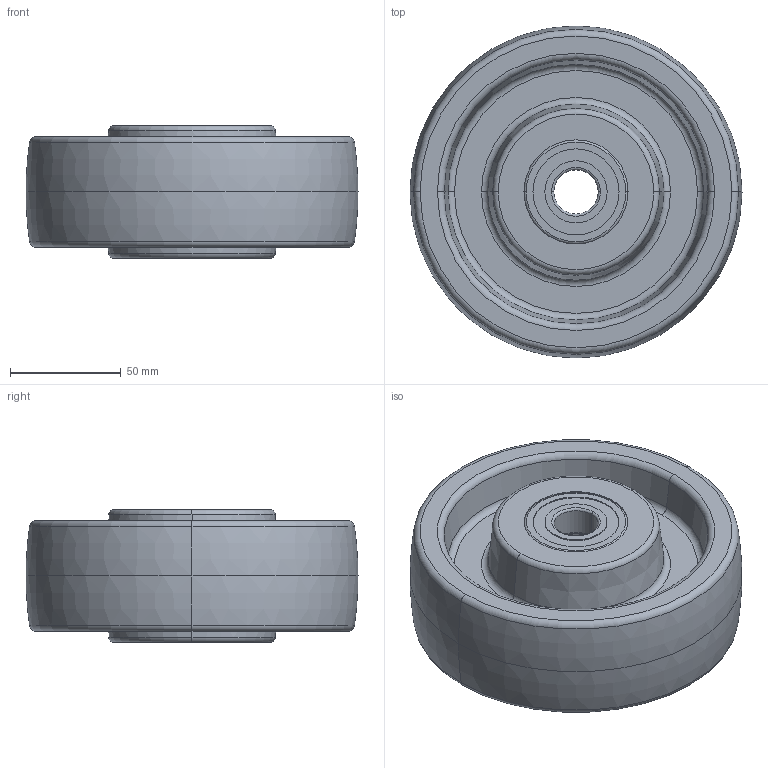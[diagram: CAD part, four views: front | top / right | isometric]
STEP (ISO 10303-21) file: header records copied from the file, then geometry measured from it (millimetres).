
FILE_DESCRIPTION (( 'STEP AP214' ), '1' );
FILE_NAME ('0022637.step', '2020-07-01T10:10:53', ( '' ), ( '' ), 'SwSTEP 2.0', 'SolidWorks 2018', '' );
FILE_SCHEMA (( 'AUTOMOTIVE_DESIGN' ));
Length unit declared in the file: millimetre
Products named in the file (1): 0022637
Bounding box: 150 x 150 x 60 mm (x, y, z)
Volume: 647058.4 mm3; surface area: 112551 mm2
Topology: 14 solids, 14 shells, 164 faces, 328 edges, 194 vertices
Faces by surface type: torus 60, cylinder 54, plane 34, cone 16
Entity records: 6309 total; most frequent: DIRECTION 904, CARTESIAN_POINT 687, ORIENTED_EDGE 656, AXIS2_PLACEMENT_3D 411, EDGE_CURVE 328, CIRCLE 246, VERTEX_POINT 194, EDGE_LOOP 190
